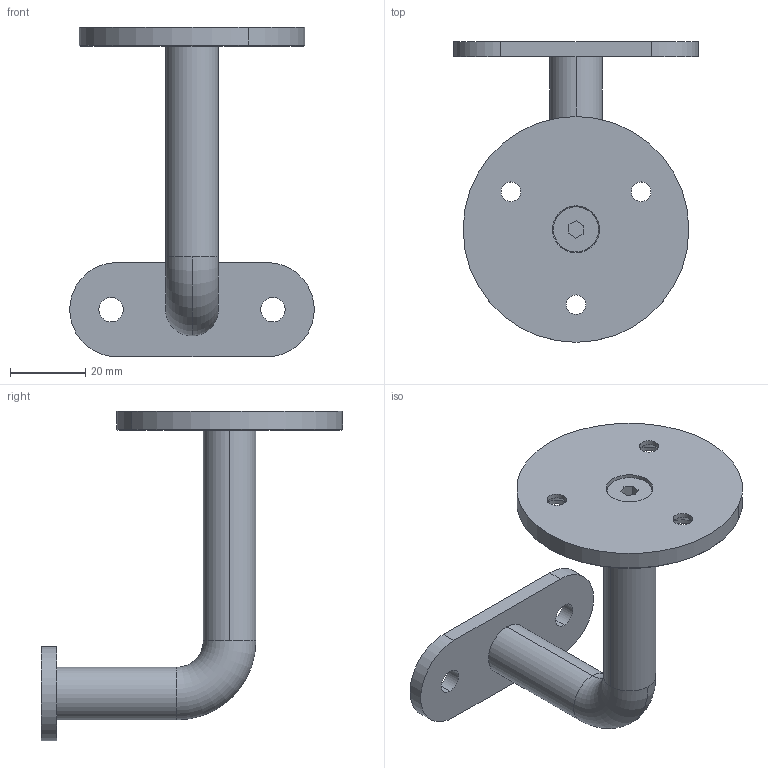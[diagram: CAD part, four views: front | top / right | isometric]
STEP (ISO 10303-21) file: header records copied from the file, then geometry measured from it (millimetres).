
FILE_DESCRIPTION (( 'STEP AP203' ), '1' );
FILE_NAME ('A_0112-000.STEP', '2018-12-04T12:07:13', ( '' ), ( '' ), 'SwSTEP 2.0', 'SolidWorks 2018', '' );
FILE_SCHEMA (( 'CONFIG_CONTROL_DESIGN' ));
Length unit declared in the file: millimetre
Products named in the file (6): Skrutka DIN 7991_Skrutka M 6x 12; A_0112-000.P1; A_0112-000.P2; A_0112-000.P3; Skrutka DIN 7991 ZINK._Skrutka M 6x 10 ; A_0112-000
Assembly tree (5 placements, depth 2):
  A_0112-000
    A_0112-000.P2
    Skrutka DIN 7991_Skrutka M 6x 12
    A_0112-000.P3
    A_0112-000.P1
    Skrutka DIN 7991 ZINK._Skrutka M 6x 10 
Bounding box: 65 x 80 x 87.5 mm (x, y, z)
Volume: 35233.4 mm3; surface area: 17035.2 mm2
Topology: 5 solids, 5 shells, 104 faces, 228 edges, 136 vertices
Faces by surface type: cylinder 46, cone 28, plane 28, torus 2
Entity records: 3476 total; most frequent: DIRECTION 556, CARTESIAN_POINT 472, ORIENTED_EDGE 448, EDGE_CURVE 224, AXIS2_PLACEMENT_3D 220, VERTEX_POINT 136, EDGE_LOOP 124, VECTOR 116
